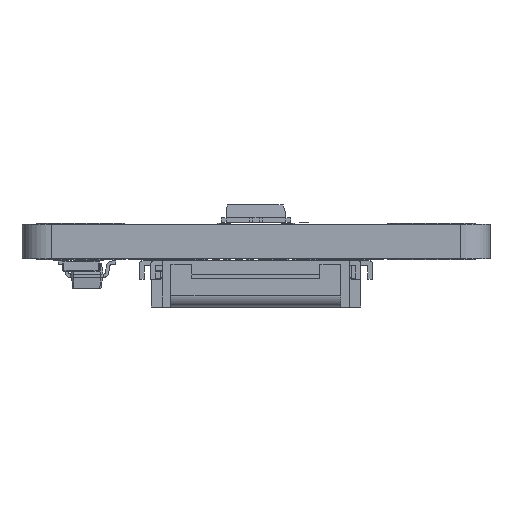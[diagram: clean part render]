
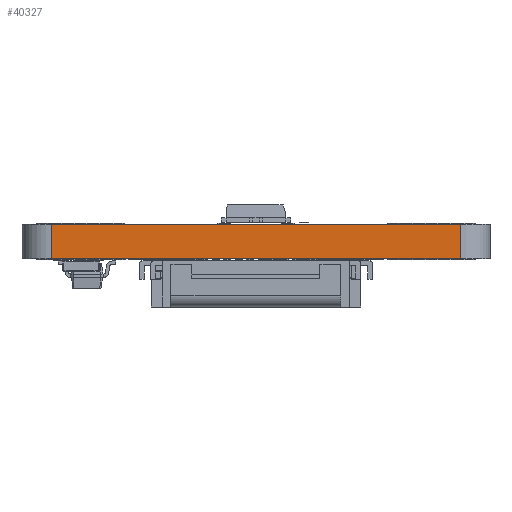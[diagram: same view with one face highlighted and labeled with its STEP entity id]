
A CAD part, left-side view. The second image highlights one B-rep face of the part: STEP entity #40327.
In plain terms, the highlighted planar face has unit normal (-1, 0, 0).
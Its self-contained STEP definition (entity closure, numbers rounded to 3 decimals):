
#39624 = VERTEX_POINT('',#39625);
#39625 = CARTESIAN_POINT('',(-14.288,8.89,0.));
#39632 = EDGE_CURVE('',#39633,#39624,#39635,.T.);
#39633 = VERTEX_POINT('',#39634);
#39634 = CARTESIAN_POINT('',(-14.288,-8.89,0.));
#39635 = LINE('',#39636,#39637);
#39636 = CARTESIAN_POINT('',(-14.288,-8.89,0.));
#39637 = VECTOR('',#39638,1.);
#39638 = DIRECTION('',(0.,1.,0.));
#39962 = VERTEX_POINT('',#39963);
#39963 = CARTESIAN_POINT('',(-14.288,8.89,1.51));
#39970 = EDGE_CURVE('',#39971,#39962,#39973,.T.);
#39971 = VERTEX_POINT('',#39972);
#39972 = CARTESIAN_POINT('',(-14.288,-8.89,1.51));
#39973 = LINE('',#39974,#39975);
#39974 = CARTESIAN_POINT('',(-14.288,-8.89,1.51));
#39975 = VECTOR('',#39976,1.);
#39976 = DIRECTION('',(0.,1.,0.));
#40297 = EDGE_CURVE('',#39624,#39962,#40298,.T.);
#40298 = LINE('',#40299,#40300);
#40299 = CARTESIAN_POINT('',(-14.288,8.89,0.));
#40300 = VECTOR('',#40301,1.);
#40301 = DIRECTION('',(0.,0.,1.));
#40327 = ADVANCED_FACE('',(#40328),#40339,.T.);
#40328 = FACE_BOUND('',#40329,.T.);
#40329 = EDGE_LOOP('',(#40330,#40336,#40337,#40338));
#40330 = ORIENTED_EDGE('',*,*,#40331,.T.);
#40331 = EDGE_CURVE('',#39633,#39971,#40332,.T.);
#40332 = LINE('',#40333,#40334);
#40333 = CARTESIAN_POINT('',(-14.288,-8.89,0.));
#40334 = VECTOR('',#40335,1.);
#40335 = DIRECTION('',(0.,0.,1.));
#40336 = ORIENTED_EDGE('',*,*,#39970,.T.);
#40337 = ORIENTED_EDGE('',*,*,#40297,.F.);
#40338 = ORIENTED_EDGE('',*,*,#39632,.F.);
#40339 = PLANE('',#40340);
#40340 = AXIS2_PLACEMENT_3D('',#40341,#40342,#40343);
#40341 = CARTESIAN_POINT('',(-14.288,-8.89,0.));
#40342 = DIRECTION('',(-1.,0.,0.));
#40343 = DIRECTION('',(0.,1.,0.));
